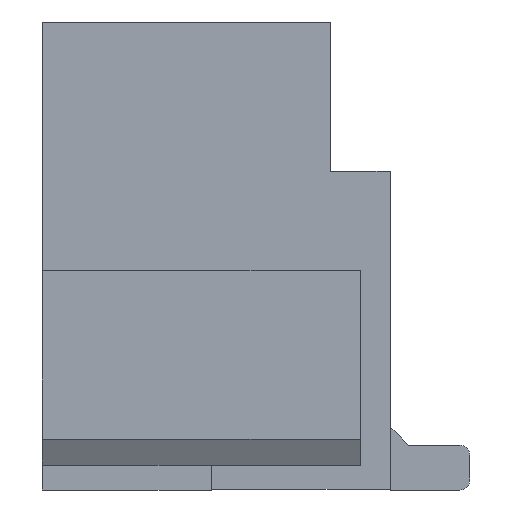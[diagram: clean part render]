
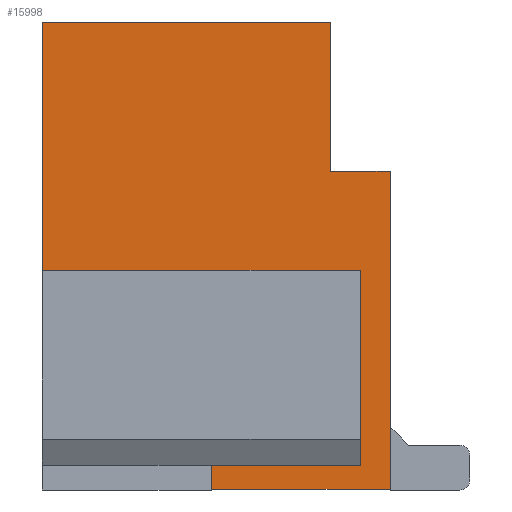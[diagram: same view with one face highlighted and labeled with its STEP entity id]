
A CAD part, left-side view. The second image highlights one B-rep face of the part: STEP entity #15998.
In plain terms, the highlighted planar face has unit normal (-1, 0, 0).
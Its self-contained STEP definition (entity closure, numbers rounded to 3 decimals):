
#28 = VERTEX_POINT ( 'NONE', #117 ) ;
#48 = LINE ( 'NONE', #13248, #15171 ) ;
#117 = CARTESIAN_POINT ( 'NONE',  ( -2.1, 0.45, 2.2 ) ) ;
#209 = CARTESIAN_POINT ( 'NONE',  ( -2.1, -1.05, 2.2 ) ) ;
#534 = EDGE_CURVE ( 'NONE', #16636, #28, #12439, .T. ) ;
#556 = LINE ( 'NONE', #2511, #10703 ) ;
#944 = ORIENTED_EDGE ( 'NONE', *, *, #7220, .F. ) ;
#1165 = FACE_BOUND ( 'NONE', #20196, .T. ) ;
#1535 = EDGE_LOOP ( 'NONE', ( #17038, #18311, #8190, #11404, #944, #20087 ) ) ;
#1648 = DIRECTION ( 'NONE',  ( 0., -1., 0. ) ) ;
#1668 = DIRECTION ( 'NONE',  ( 0., -1., 0. ) ) ;
#1900 = CARTESIAN_POINT ( 'NONE',  ( -2.1, -1.05, 0.24 ) ) ;
#2511 = CARTESIAN_POINT ( 'NONE',  ( -2.1, 0.45, 0.24 ) ) ;
#2671 = LINE ( 'NONE', #12117, #2685 ) ;
#2685 = VECTOR ( 'NONE', #8775, 1000. ) ;
#2792 = PLANE ( 'NONE',  #16588 ) ;
#2998 = LINE ( 'NONE', #17823, #19397 ) ;
#3300 = EDGE_CURVE ( 'NONE', #18730, #19527, #2998, .T. ) ;
#3320 = CARTESIAN_POINT ( 'NONE',  ( -2.1, -1.35, 4.7 ) ) ;
#3389 = CARTESIAN_POINT ( 'NONE',  ( -2.1, 2.15, 0. ) ) ;
#3477 = LINE ( 'NONE', #8184, #9034 ) ;
#3608 = VECTOR ( 'NONE', #20538, 1000. ) ;
#4102 = EDGE_CURVE ( 'NONE', #8633, #5927, #15903, .T. ) ;
#4276 = CARTESIAN_POINT ( 'NONE',  ( -2.1, 0.45, 0. ) ) ;
#4571 = DIRECTION ( 'NONE',  ( 1., 0., 0. ) ) ;
#5541 = EDGE_CURVE ( 'NONE', #10395, #18479, #14695, .T. ) ;
#5780 = CARTESIAN_POINT ( 'NONE',  ( -2.1, -1.35, 0. ) ) ;
#5927 = VERTEX_POINT ( 'NONE', #14504 ) ;
#6216 = CARTESIAN_POINT ( 'NONE',  ( -2.1, -0.75, 3.2 ) ) ;
#7220 = EDGE_CURVE ( 'NONE', #10395, #18730, #2671, .T. ) ;
#7652 = CARTESIAN_POINT ( 'NONE',  ( -2.1, -0.75, 3.2 ) ) ;
#8184 = CARTESIAN_POINT ( 'NONE',  ( -2.1, -1.05, 0. ) ) ;
#8190 = ORIENTED_EDGE ( 'NONE', *, *, #11035, .F. ) ;
#8633 = VERTEX_POINT ( 'NONE', #10147 ) ;
#8775 = DIRECTION ( 'NONE',  ( 0., 1., 0. ) ) ;
#9034 = VECTOR ( 'NONE', #13451, 1000. ) ;
#9064 = LINE ( 'NONE', #7652, #14360 ) ;
#9294 = CARTESIAN_POINT ( 'NONE',  ( -2.1, 2.15, 4.7 ) ) ;
#10147 = CARTESIAN_POINT ( 'NONE',  ( -2.1, -0.75, 3.2 ) ) ;
#10395 = VERTEX_POINT ( 'NONE', #5780 ) ;
#10703 = VECTOR ( 'NONE', #13662, 1000. ) ;
#11035 = EDGE_CURVE ( 'NONE', #19527, #5927, #20786, .T. ) ;
#11404 = ORIENTED_EDGE ( 'NONE', *, *, #3300, .F. ) ;
#11729 = ORIENTED_EDGE ( 'NONE', *, *, #11981, .F. ) ;
#11981 = EDGE_CURVE ( 'NONE', #12588, #13342, #3477, .T. ) ;
#12117 = CARTESIAN_POINT ( 'NONE',  ( -2.1, -1.35, 0. ) ) ;
#12132 = CARTESIAN_POINT ( 'NONE',  ( -2.1, 0.45, 0.24 ) ) ;
#12439 = LINE ( 'NONE', #4276, #14055 ) ;
#12588 = VERTEX_POINT ( 'NONE', #1900 ) ;
#13026 = ORIENTED_EDGE ( 'NONE', *, *, #15496, .F. ) ;
#13057 = CARTESIAN_POINT ( 'NONE',  ( -2.1, -1.35, 3.2 ) ) ;
#13248 = CARTESIAN_POINT ( 'NONE',  ( -2.1, 2.15, 2.2 ) ) ;
#13342 = VERTEX_POINT ( 'NONE', #209 ) ;
#13451 = DIRECTION ( 'NONE',  ( 0., 0., 1. ) ) ;
#13662 = DIRECTION ( 'NONE',  ( 0., -1., 0. ) ) ;
#14055 = VECTOR ( 'NONE', #19018, 1000. ) ;
#14243 = ORIENTED_EDGE ( 'NONE', *, *, #534, .T. ) ;
#14360 = VECTOR ( 'NONE', #15641, 1000. ) ;
#14504 = CARTESIAN_POINT ( 'NONE',  ( -2.1, -0.75, 4.7 ) ) ;
#14695 = LINE ( 'NONE', #3320, #17202 ) ;
#15171 = VECTOR ( 'NONE', #1668, 1000. ) ;
#15226 = EDGE_CURVE ( 'NONE', #28, #13342, #48, .T. ) ;
#15496 = EDGE_CURVE ( 'NONE', #16636, #12588, #556, .T. ) ;
#15641 = DIRECTION ( 'NONE',  ( 0., -1., 0. ) ) ;
#15903 = LINE ( 'NONE', #6216, #3608 ) ;
#15998 = ADVANCED_FACE ( 'NONE', ( #1165, #19029 ), #2792, .F. ) ;
#16367 = CARTESIAN_POINT ( 'NONE',  ( -2.1, 2.15, 4.7 ) ) ;
#16588 = AXIS2_PLACEMENT_3D ( 'NONE', #9294, #4571, #18928 ) ;
#16636 = VERTEX_POINT ( 'NONE', #12132 ) ;
#17038 = ORIENTED_EDGE ( 'NONE', *, *, #17736, .F. ) ;
#17202 = VECTOR ( 'NONE', #20793, 1000. ) ;
#17736 = EDGE_CURVE ( 'NONE', #8633, #18479, #9064, .T. ) ;
#17823 = CARTESIAN_POINT ( 'NONE',  ( -2.1, 2.15, 4.7 ) ) ;
#18120 = CARTESIAN_POINT ( 'NONE',  ( -2.1, 2.15, 4.7 ) ) ;
#18311 = ORIENTED_EDGE ( 'NONE', *, *, #4102, .T. ) ;
#18368 = ORIENTED_EDGE ( 'NONE', *, *, #15226, .T. ) ;
#18479 = VERTEX_POINT ( 'NONE', #13057 ) ;
#18730 = VERTEX_POINT ( 'NONE', #3389 ) ;
#18928 = DIRECTION ( 'NONE',  ( 0., 0., -1. ) ) ;
#18994 = VECTOR ( 'NONE', #1648, 1000. ) ;
#19018 = DIRECTION ( 'NONE',  ( 0., 0., 1. ) ) ;
#19029 = FACE_OUTER_BOUND ( 'NONE', #1535, .T. ) ;
#19397 = VECTOR ( 'NONE', #19654, 1000. ) ;
#19527 = VERTEX_POINT ( 'NONE', #18120 ) ;
#19654 = DIRECTION ( 'NONE',  ( 0., 0., 1. ) ) ;
#20087 = ORIENTED_EDGE ( 'NONE', *, *, #5541, .T. ) ;
#20196 = EDGE_LOOP ( 'NONE', ( #11729, #13026, #14243, #18368 ) ) ;
#20538 = DIRECTION ( 'NONE',  ( 0., 0., 1. ) ) ;
#20786 = LINE ( 'NONE', #16367, #18994 ) ;
#20793 = DIRECTION ( 'NONE',  ( 0., 0., 1. ) ) ;
